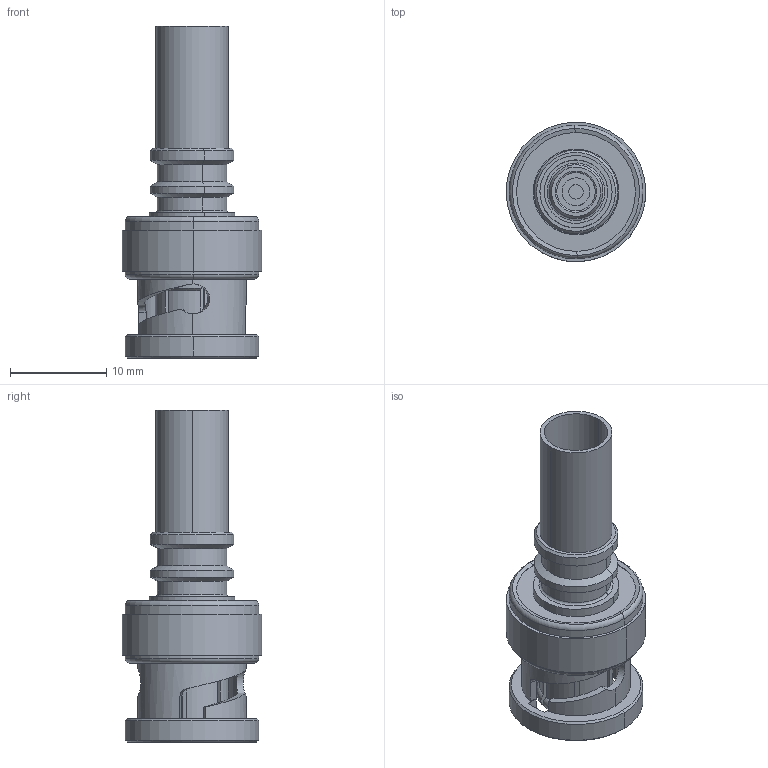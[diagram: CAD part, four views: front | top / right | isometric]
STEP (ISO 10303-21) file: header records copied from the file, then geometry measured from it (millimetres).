
FILE_DESCRIPTION (( 'STEP AP203' ), '1' );
FILE_NAME ('3190-2890(TC-240-BM-X).STEP', '2017-07-04T05:33:53', ( '' ), ( '' ), 'SwSTEP 2.0', 'SolidWorks 2017', '' );
FILE_SCHEMA (( 'CONFIG_CONTROL_DESIGN' ));
Length unit declared in the file: millimetre
Products named in the file (1): 3190-2890(TC-240-BM-X)
Bounding box: 14.5 x 14.5 x 34.5 mm (x, y, z)
Volume: 2038.6 mm3; surface area: 2686.4 mm2
Topology: 1 solids, 1 shells, 181 faces, 438 edges, 273 vertices
Faces by surface type: cylinder 66, plane 56, cone 29, torus 22, bspline 8
Entity records: 6287 total; most frequent: CARTESIAN_POINT 1948, DIRECTION 923, ORIENTED_EDGE 876, EDGE_CURVE 438, AXIS2_PLACEMENT_3D 373, VERTEX_POINT 273, EDGE_LOOP 199, CIRCLE 199
